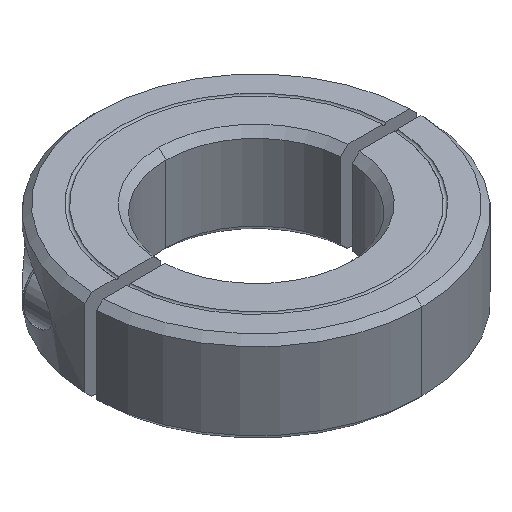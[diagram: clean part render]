
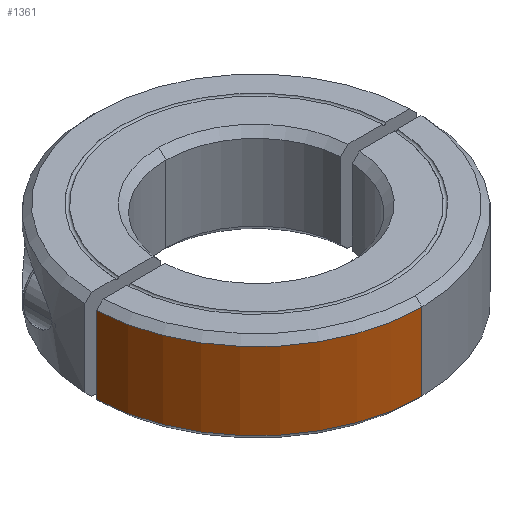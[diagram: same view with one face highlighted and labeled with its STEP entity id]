
A CAD part, isometric view. The second image highlights one B-rep face of the part: STEP entity #1361.
In plain terms, the highlighted cylindrical face has radius 27.5 mm (diameter 55 mm), a partial arc.
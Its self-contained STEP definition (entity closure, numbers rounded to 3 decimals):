
#603=EDGE_CURVE('',#741,#873,#1720,.T.);
#741=VERTEX_POINT('',#1875);
#873=VERTEX_POINT('',#2020);
#973=EDGE_CURVE('',#1223,#1645,#2133,.T.);
#1047=EDGE_CURVE('',#1223,#741,#2212,.T.);
#1223=VERTEX_POINT('',#2407);
#1287=EDGE_CURVE('',#873,#1645,#2478,.T.);
#1361=ADVANCED_FACE('',(#2563),#2564,.T.);
#1645=VERTEX_POINT('',#2888);
#1720=CIRCLE('',#2969,27.5);
#1875=CARTESIAN_POINT('',(-27.483,-0.962,1.1));
#2020=CARTESIAN_POINT('',(0.,-27.5,1.1));
#2133=CIRCLE('',#3639,27.5);
#2212=LINE('',#3796,#3797);
#2407=CARTESIAN_POINT('',(-27.483,-0.962,13.9));
#2478=LINE('',#4215,#4216);
#2563=FACE_OUTER_BOUND('',#4419,.T.);
#2564=CYLINDRICAL_SURFACE('',#4420,27.5);
#2888=CARTESIAN_POINT('',(0.,-27.5,13.9));
#2969=AXIS2_PLACEMENT_3D('',#5024,#5025,#5026);
#3639=AXIS2_PLACEMENT_3D('',#5481,#5482,#5483);
#3796=CARTESIAN_POINT('',(-27.483,-0.962,7.5));
#3797=VECTOR('',#5568,1.0);
#4215=CARTESIAN_POINT('',(0.,-27.5,7.5));
#4216=VECTOR('',#5881,1.0);
#4419=EDGE_LOOP('',(#6002,#6003,#6004,#6005));
#4420=AXIS2_PLACEMENT_3D('',#6006,#6007,#6008);
#5024=CARTESIAN_POINT('',(0.,0.,1.1));
#5025=DIRECTION('',(0.,0.,1.0));
#5026=DIRECTION('',(0.0,-1.0,0.));
#5481=CARTESIAN_POINT('',(0.,0.,13.9));
#5482=DIRECTION('',(0.,0.,1.0));
#5483=DIRECTION('',(0.0,-1.0,0.));
#5568=DIRECTION('',(0.,0.,-1.0));
#5881=DIRECTION('',(0.,0.,1.0));
#6002=ORIENTED_EDGE('',*,*,#1287,.T.);
#6003=ORIENTED_EDGE('',*,*,#973,.F.);
#6004=ORIENTED_EDGE('',*,*,#1047,.T.);
#6005=ORIENTED_EDGE('',*,*,#603,.T.);
#6006=CARTESIAN_POINT('',(0.,0.,7.5));
#6007=DIRECTION('',(0.,0.,-1.0));
#6008=DIRECTION('',(0.0,-1.0,0.));
